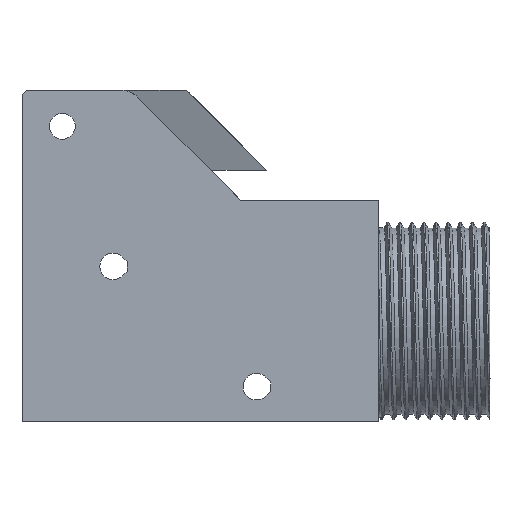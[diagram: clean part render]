
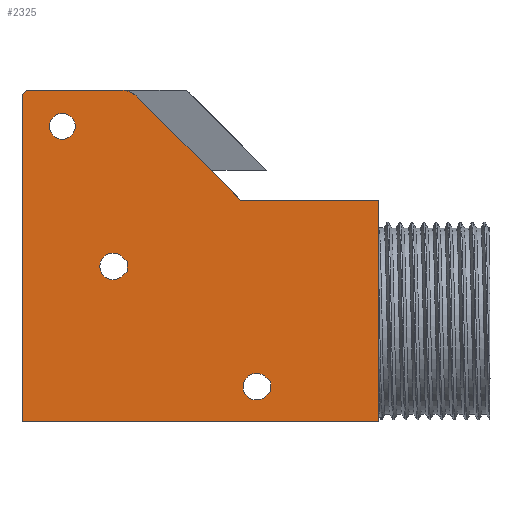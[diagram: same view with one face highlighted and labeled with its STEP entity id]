
A CAD part, left-side view. The second image highlights one B-rep face of the part: STEP entity #2325.
In plain terms, the highlighted planar face has unit normal (-1, 0, 0).
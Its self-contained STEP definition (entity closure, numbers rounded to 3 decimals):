
#153=FACE_BOUND('',#384,.T.);
#154=FACE_BOUND('',#385,.T.);
#155=FACE_BOUND('',#386,.T.);
#181=PLANE('',#2475);
#256=FACE_OUTER_BOUND('',#383,.T.);
#383=EDGE_LOOP('',(#1671,#1672,#1673,#1674,#1675,#1676,#1677,#1678));
#384=EDGE_LOOP('',(#1679,#1680,#1681,#1682));
#385=EDGE_LOOP('',(#1683,#1684,#1685,#1686));
#386=EDGE_LOOP('',(#1687));
#562=LINE('',#3189,#788);
#563=LINE('',#3191,#789);
#564=LINE('',#3193,#790);
#565=LINE('',#3195,#791);
#566=LINE('',#3197,#792);
#567=LINE('',#3199,#793);
#568=LINE('',#3200,#794);
#569=LINE('',#3203,#795);
#570=LINE('',#3205,#796);
#571=LINE('',#3208,#797);
#572=LINE('',#3211,#798);
#573=LINE('',#3213,#799);
#574=LINE('',#3216,#800);
#788=VECTOR('',#2692,10.);
#789=VECTOR('',#2693,10.);
#790=VECTOR('',#2694,10.);
#791=VECTOR('',#2695,10.);
#792=VECTOR('',#2696,10.);
#793=VECTOR('',#2697,10.);
#794=VECTOR('',#2698,10.);
#795=VECTOR('',#2699,10.);
#796=VECTOR('',#2700,10.);
#797=VECTOR('',#2703,10.);
#798=VECTOR('',#2704,10.);
#799=VECTOR('',#2705,10.);
#800=VECTOR('',#2708,10.);
#965=CIRCLE('',#2474,3.);
#966=CIRCLE('',#2476,1.65);
#967=CIRCLE('',#2477,1.65);
#968=CIRCLE('',#2478,1.6);
#1035=VERTEX_POINT('',#3182);
#1036=VERTEX_POINT('',#3183);
#1037=VERTEX_POINT('',#3188);
#1038=VERTEX_POINT('',#3190);
#1039=VERTEX_POINT('',#3192);
#1040=VERTEX_POINT('',#3194);
#1041=VERTEX_POINT('',#3196);
#1042=VERTEX_POINT('',#3198);
#1043=VERTEX_POINT('',#3201);
#1044=VERTEX_POINT('',#3202);
#1045=VERTEX_POINT('',#3204);
#1046=VERTEX_POINT('',#3206);
#1047=VERTEX_POINT('',#3209);
#1048=VERTEX_POINT('',#3210);
#1049=VERTEX_POINT('',#3212);
#1050=VERTEX_POINT('',#3214);
#1051=VERTEX_POINT('',#3217);
#1282=EDGE_CURVE('',#1035,#1036,#965,.T.);
#1285=EDGE_CURVE('',#1035,#1037,#562,.T.);
#1286=EDGE_CURVE('',#1038,#1037,#563,.T.);
#1287=EDGE_CURVE('',#1038,#1039,#564,.T.);
#1288=EDGE_CURVE('',#1039,#1040,#565,.T.);
#1289=EDGE_CURVE('',#1040,#1041,#566,.T.);
#1290=EDGE_CURVE('',#1041,#1042,#567,.T.);
#1291=EDGE_CURVE('',#1036,#1042,#568,.T.);
#1292=EDGE_CURVE('',#1043,#1044,#569,.T.);
#1293=EDGE_CURVE('',#1045,#1043,#570,.T.);
#1294=EDGE_CURVE('',#1046,#1045,#966,.T.);
#1295=EDGE_CURVE('',#1044,#1046,#571,.T.);
#1296=EDGE_CURVE('',#1047,#1048,#572,.T.);
#1297=EDGE_CURVE('',#1048,#1049,#573,.T.);
#1298=EDGE_CURVE('',#1049,#1050,#967,.T.);
#1299=EDGE_CURVE('',#1050,#1047,#574,.T.);
#1300=EDGE_CURVE('',#1051,#1051,#968,.T.);
#1671=ORIENTED_EDGE('',*,*,#1282,.F.);
#1672=ORIENTED_EDGE('',*,*,#1285,.T.);
#1673=ORIENTED_EDGE('',*,*,#1286,.F.);
#1674=ORIENTED_EDGE('',*,*,#1287,.T.);
#1675=ORIENTED_EDGE('',*,*,#1288,.T.);
#1676=ORIENTED_EDGE('',*,*,#1289,.T.);
#1677=ORIENTED_EDGE('',*,*,#1290,.T.);
#1678=ORIENTED_EDGE('',*,*,#1291,.F.);
#1679=ORIENTED_EDGE('',*,*,#1292,.F.);
#1680=ORIENTED_EDGE('',*,*,#1293,.F.);
#1681=ORIENTED_EDGE('',*,*,#1294,.F.);
#1682=ORIENTED_EDGE('',*,*,#1295,.F.);
#1683=ORIENTED_EDGE('',*,*,#1296,.T.);
#1684=ORIENTED_EDGE('',*,*,#1297,.T.);
#1685=ORIENTED_EDGE('',*,*,#1298,.T.);
#1686=ORIENTED_EDGE('',*,*,#1299,.T.);
#1687=ORIENTED_EDGE('',*,*,#1300,.T.);
#2325=ADVANCED_FACE('',(#256,#153,#154,#155),#181,.T.);
#2474=AXIS2_PLACEMENT_3D('',#3184,#2686,#2687);
#2475=AXIS2_PLACEMENT_3D('',#3187,#2690,#2691);
#2476=AXIS2_PLACEMENT_3D('',#3207,#2701,#2702);
#2477=AXIS2_PLACEMENT_3D('',#3215,#2706,#2707);
#2478=AXIS2_PLACEMENT_3D('',#3218,#2709,#2710);
#2686=DIRECTION('center_axis',(1.,0.,0.));
#2687=DIRECTION('ref_axis',(0.,-0.383,0.924));
#2690=DIRECTION('center_axis',(-1.,0.,0.));
#2691=DIRECTION('ref_axis',(0.,0.,1.));
#2692=DIRECTION('',(0.,1.,0.));
#2693=DIRECTION('',(0.,-0.707,0.707));
#2694=DIRECTION('',(0.,0.,-1.));
#2695=DIRECTION('',(0.,-1.,0.));
#2696=DIRECTION('',(0.,0.,1.));
#2697=DIRECTION('',(0.,1.,0.));
#2698=DIRECTION('',(0.,-0.707,-0.707));
#2699=DIRECTION('',(0.,0.,1.));
#2700=DIRECTION('',(0.,-0.707,0.707));
#2701=DIRECTION('center_axis',(-1.,0.,0.));
#2702=DIRECTION('ref_axis',(0.,0.,
-1.));
#2703=DIRECTION('',(0.,0.707,0.707));
#2704=DIRECTION('',(0.,0.,-1.));
#2705=DIRECTION('',(0.,0.707,-0.707));
#2706=DIRECTION('center_axis',(1.,0.,0.));
#2707=DIRECTION('ref_axis',(0.,0.,
-1.));
#2708=DIRECTION('',(0.,-0.707,-0.707));
#2709=DIRECTION('center_axis',(1.,0.,0.));
#2710=DIRECTION('ref_axis',(0.,1.,0.));
#3182=CARTESIAN_POINT('',(-12.65,-91.663,56.036));
#3183=CARTESIAN_POINT('',(-12.65,-93.785,55.157));
#3184=CARTESIAN_POINT('Origin',(-12.65,-91.663,53.036));
#3187=CARTESIAN_POINT('Origin',(-12.65,-149.452,31.52));
#3188=CARTESIAN_POINT('',(-12.65,-79.981,56.036));
#3189=CARTESIAN_POINT('',(-12.65,-126.042,56.036));
#3190=CARTESIAN_POINT('',(-12.65,-79.452,55.506));
#3191=CARTESIAN_POINT('',(-12.65,-91.087,67.142));
#3192=CARTESIAN_POINT('',(-12.65,-79.452,14.878));
#3193=CARTESIAN_POINT('',(-12.65,-79.452,27.171));
#3194=CARTESIAN_POINT('',(-12.65,-123.693,14.878));
#3195=CARTESIAN_POINT('',(-12.65,-128.902,14.878));
#3196=CARTESIAN_POINT('',(-12.65,-123.693,42.394));
#3197=CARTESIAN_POINT('',(-12.65,-123.693,30.669));
#3198=CARTESIAN_POINT('',(-12.65,-106.548,42.394));
#3199=CARTESIAN_POINT('',(-12.65,-131.572,42.394));
#3200=CARTESIAN_POINT('',(-12.65,-115.618,33.324));
#3201=CARTESIAN_POINT('',(-12.65,-92.502,33.577));
#3202=CARTESIAN_POINT('',(-12.65,-92.502,34.744));
#3203=CARTESIAN_POINT('',(-12.65,-92.502,32.549));
#3204=CARTESIAN_POINT('',(-12.65,-91.918,32.994));
#3205=CARTESIAN_POINT('',(-12.65,-104.608,45.684));
#3206=CARTESIAN_POINT('',(-12.65,-91.918,35.328));
#3207=CARTESIAN_POINT('Origin',(-12.65,-90.752,34.161));
#3208=CARTESIAN_POINT('',(-12.65,-106.22,21.026));
#3209=CARTESIAN_POINT('',(-12.65,-110.277,19.836));
#3210=CARTESIAN_POINT('',(-12.65,-110.277,18.669));
#3211=CARTESIAN_POINT('',(-12.65,-110.277,25.095));
#3212=CARTESIAN_POINT('',(-12.65,-109.693,18.086));
#3213=CARTESIAN_POINT('',(-12.65,-121.666,30.059));
#3214=CARTESIAN_POINT('',(-12.65,-109.693,20.419));
#3215=CARTESIAN_POINT('Origin',(-12.65,-108.527,19.253));
#3216=CARTESIAN_POINT('',(-12.65,-115.824,14.288));
#3217=CARTESIAN_POINT('',(-12.65,-86.052,51.536));
#3218=CARTESIAN_POINT('Origin',(-12.65,-84.452,51.536));
